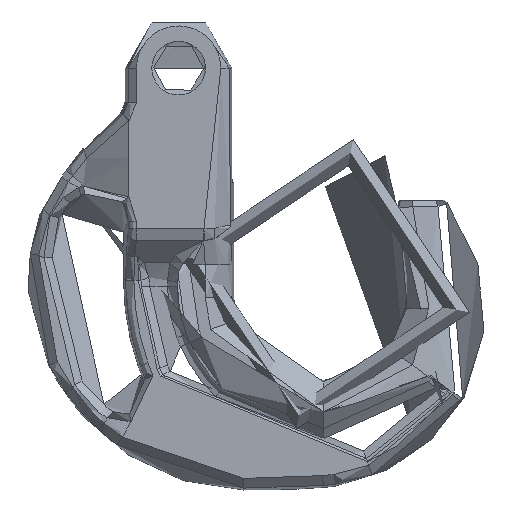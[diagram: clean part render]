
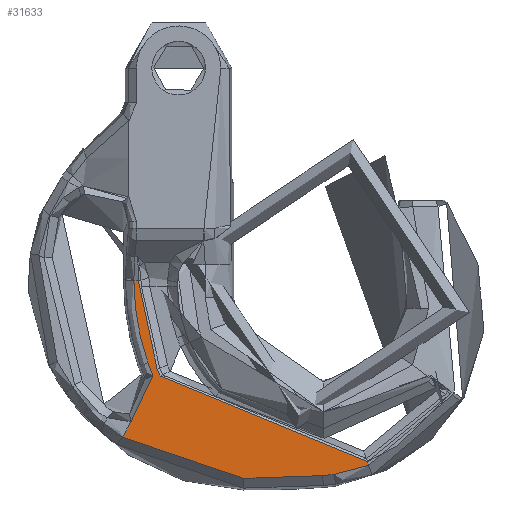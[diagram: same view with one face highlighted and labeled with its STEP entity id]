
A CAD part, left-side view. The second image highlights one B-rep face of the part: STEP entity #31633.
In plain terms, the highlighted planar face has unit normal (-1, 0, 0).
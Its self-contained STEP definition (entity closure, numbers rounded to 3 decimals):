
#29562=CARTESIAN_POINT('Axis2P3D Location',(-18.5,0.,0.)) ;
#30275=CARTESIAN_POINT('Vertex',(-18.5,33.727,-220.804)) ;
#30402=CARTESIAN_POINT('Vertex',(-18.5,28.479,-211.714)) ;
#30788=CARTESIAN_POINT('Vertex',(-18.5,24.112,-127.079)) ;
#30805=CARTESIAN_POINT('Vertex',(-18.5,26.819,-127.079)) ;
#30808=CARTESIAN_POINT('Line Origine',(-18.5,-39.362,-127.079)) ;
#30912=CARTESIAN_POINT('Vertex',(-18.5,-39.04,-245.497)) ;
#30916=CARTESIAN_POINT('Control Point',(-18.5,33.727,-220.804)) ;
#30917=CARTESIAN_POINT('Control Point',(-18.5,32.907,-221.419)) ;
#30918=CARTESIAN_POINT('Control Point',(-18.5,32.081,-222.026)) ;
#30919=CARTESIAN_POINT('Control Point',(-18.5,31.248,-222.624)) ;
#30920=CARTESIAN_POINT('Control Point',(-18.5,23.731,-227.909)) ;
#30921=CARTESIAN_POINT('Control Point',(-18.5,15.709,-232.501)) ;
#30922=CARTESIAN_POINT('Control Point',(-18.5,8.236,-235.993)) ;
#30923=CARTESIAN_POINT('Control Point',(-18.5,-4.824,-240.806)) ;
#30924=CARTESIAN_POINT('Control Point',(-18.5,-18.432,-243.743)) ;
#30925=CARTESIAN_POINT('Control Point',(-18.5,-24.023,-244.618)) ;
#30926=CARTESIAN_POINT('Control Point',(-18.5,-30.4,-245.244)) ;
#30927=CARTESIAN_POINT('Control Point',(-18.5,-36.78,-245.456)) ;
#30928=CARTESIAN_POINT('Control Point',(-18.5,-37.534,-245.475)) ;
#30929=CARTESIAN_POINT('Control Point',(-18.5,-38.287,-245.489)) ;
#30930=CARTESIAN_POINT('Control Point',(-18.5,-39.04,-245.497)) ;
#31072=CARTESIAN_POINT('Vertex',(-18.5,15.345,-184.016)) ;
#31101=CARTESIAN_POINT('Control Point',(-18.5,15.345,-184.016)) ;
#31102=CARTESIAN_POINT('Control Point',(-18.5,15.171,-184.411)) ;
#31103=CARTESIAN_POINT('Control Point',(-18.5,15.007,-184.81)) ;
#31104=CARTESIAN_POINT('Control Point',(-18.5,14.852,-185.214)) ;
#31105=CARTESIAN_POINT('Control Point',(-18.5,14.142,-187.216)) ;
#31106=CARTESIAN_POINT('Control Point',(-18.5,13.678,-189.31)) ;
#31107=CARTESIAN_POINT('Control Point',(-18.5,13.474,-191.02)) ;
#31108=CARTESIAN_POINT('Control Point',(-18.5,13.421,-194.363)) ;
#31109=CARTESIAN_POINT('Control Point',(-18.5,14.055,-197.696)) ;
#31110=CARTESIAN_POINT('Control Point',(-18.5,14.526,-199.281)) ;
#31111=CARTESIAN_POINT('Control Point',(-18.5,15.617,-201.897)) ;
#31112=CARTESIAN_POINT('Control Point',(-18.5,17.178,-204.292)) ;
#31113=CARTESIAN_POINT('Control Point',(-18.5,17.9,-205.233)) ;
#31114=CARTESIAN_POINT('Control Point',(-18.5,19.602,-207.125)) ;
#31115=CARTESIAN_POINT('Control Point',(-18.5,21.6,-208.712)) ;
#31116=CARTESIAN_POINT('Control Point',(-18.5,22.736,-209.46)) ;
#31117=CARTESIAN_POINT('Control Point',(-18.5,24.553,-210.435)) ;
#31118=CARTESIAN_POINT('Control Point',(-18.5,26.465,-211.155)) ;
#31119=CARTESIAN_POINT('Control Point',(-18.5,27.13,-211.372)) ;
#31120=CARTESIAN_POINT('Control Point',(-18.5,27.802,-211.558)) ;
#31121=CARTESIAN_POINT('Control Point',(-18.5,28.479,-211.714)) ;
#29563=DIRECTION('Axis2P3D Direction',(1.,0.,0.)) ;
#29564=DIRECTION('Axis2P3D XDirection',(0.,1.,0.)) ;
#30809=DIRECTION('Vector Direction',(0.,1.,0.)) ;
#31561=DIRECTION('Axis2P3D Direction',(1.,0.,0.)) ;
#31568=DIRECTION('Axis2P3D Direction',(1.,0.,0.)) ;
#31573=DIRECTION('Vector Direction',(0.,-0.5,0.866)) ;
#31614=DIRECTION('Vector Direction',(0.,-0.259,-0.966)) ;
#29565=AXIS2_PLACEMENT_3D('Plane Axis2P3D',#29562,#29563,#29564) ;
#31562=AXIS2_PLACEMENT_3D('Circle Axis2P3D',#31560,#31561,$) ;
#31569=AXIS2_PLACEMENT_3D('Circle Axis2P3D',#31567,#31568,$) ;
#31619=ORIENTED_EDGE('',*,*,#31538,.F.) ;
#31620=ORIENTED_EDGE('',*,*,#31548,.F.) ;
#31621=ORIENTED_EDGE('',*,*,#31559,.F.) ;
#31622=ORIENTED_EDGE('',*,*,#30812,.F.) ;
#31623=ORIENTED_EDGE('',*,*,#31566,.T.) ;
#31624=ORIENTED_EDGE('',*,*,#31571,.T.) ;
#31625=ORIENTED_EDGE('',*,*,#31122,.T.) ;
#31626=ORIENTED_EDGE('',*,*,#31576,.T.) ;
#31627=ORIENTED_EDGE('',*,*,#30931,.F.) ;
#31628=ORIENTED_EDGE('',*,*,#31589,.F.) ;
#31629=ORIENTED_EDGE('',*,*,#31599,.F.) ;
#31630=ORIENTED_EDGE('',*,*,#31612,.F.) ;
#31631=ORIENTED_EDGE('',*,*,#31617,.F.) ;
#30810=VECTOR('Line Direction',#30809,1.) ;
#31574=VECTOR('Line Direction',#31573,1.) ;
#31615=VECTOR('Line Direction',#31614,1.) ;
#31633=ADVANCED_FACE('\X2\52A05DE55716\X0\',(#31632),#29566,.F.) ;
#30915=B_SPLINE_CURVE_WITH_KNOTS('',5,(#30916,#30917,#30918,#30919,#30920,#30921,#30922,#30923,#30924,#30925,#30926,#30927,#30928,#30929,#30930),.UNSPECIFIED.,.F.,.U.,(6,3,3,3,6),(592.917,602.157,675.686,726.003,732.742),.UNSPECIFIED.) ;
#31100=B_SPLINE_CURVE_WITH_KNOTS('',5,(#31101,#31102,#31103,#31104,#31105,#31106,#31107,#31108,#31109,#31110,#31111,#31112,#31113,#31114,#31115,#31116,#31117,#31118,#31119,#31120,#31121),.UNSPECIFIED.,.F.,.U.,(6,3,3,3,3,3,6),(6.938,9.352,18.793,27.578,33.755,40.805,44.491),.UNSPECIFIED.) ;
#31515=B_SPLINE_CURVE_WITH_KNOTS('',5,(#31516,#31517,#31518,#31519,#31520,#31521,#31522,#31523,#31524,#31525,#31526,#31527,#31528,#31529,#31530,#31531,#31532,#31533),.UNSPECIFIED.,.F.,.U.,(6,3,3,3,3,6),(127.024,185.635,267.319,337.567,376.76,377.751),.UNSPECIFIED.) ;
#31539=B_SPLINE_CURVE_WITH_KNOTS('',5,(#31540,#31541,#31542,#31543,#31544,#31545),.UNSPECIFIED.,.F.,.U.,(6,6),(369.557,377.243),.UNSPECIFIED.) ;
#31549=B_SPLINE_CURVE_WITH_KNOTS('',5,(#31550,#31551,#31552,#31553,#31554,#31555,#31556,#31557,#31558),.UNSPECIFIED.,.F.,.U.,(6,3,6),(370.793,459.474,464.109),.UNSPECIFIED.) ;
#31577=B_SPLINE_CURVE_WITH_KNOTS('',5,(#31578,#31579,#31580,#31581,#31582,#31583,#31584,#31585,#31586),.UNSPECIFIED.,.F.,.U.,(6,3,6),(343.098,423.809,425.457),.UNSPECIFIED.) ;
#31590=B_SPLINE_CURVE_WITH_KNOTS('',5,(#31591,#31592,#31593,#31594,#31595,#31596),.UNSPECIFIED.,.F.,.U.,(6,6),(663.258,675.725),.UNSPECIFIED.) ;
#31600=B_SPLINE_CURVE_WITH_KNOTS('',5,(#31601,#31602,#31603,#31604,#31605,#31606,#31607,#31608,#31609),.UNSPECIFIED.,.F.,.U.,(6,3,6),(570.704,603.826,609.185),.UNSPECIFIED.) ;
#31563=CIRCLE('generated circle',#31562,151.985) ;
#31570=CIRCLE('generated circle',#31569,102.264) ;
#30812=EDGE_CURVE('',#30806,#30789,#30811,.F.) ;
#30931=EDGE_CURVE('',#30913,#30276,#30915,.F.) ;
#31122=EDGE_CURVE('',#31073,#30403,#31100,.T.) ;
#31538=EDGE_CURVE('',#31535,#31537,#31515,.F.) ;
#31548=EDGE_CURVE('',#31547,#31535,#31539,.F.) ;
#31559=EDGE_CURVE('',#30789,#31547,#31549,.F.) ;
#31566=EDGE_CURVE('',#30806,#31565,#31563,.F.) ;
#31571=EDGE_CURVE('',#31565,#31073,#31570,.F.) ;
#31576=EDGE_CURVE('',#30403,#30276,#31575,.F.) ;
#31589=EDGE_CURVE('',#31588,#30913,#31577,.F.) ;
#31599=EDGE_CURVE('',#31598,#31588,#31590,.F.) ;
#31612=EDGE_CURVE('',#31611,#31598,#31600,.F.) ;
#31617=EDGE_CURVE('',#31537,#31611,#31616,.T.) ;
#31618=EDGE_LOOP('',(#31619,#31620,#31621,#31622,#31623,#31624,#31625,#31626,#31627,#31628,#31629,#31630,#31631)) ;
#31632=FACE_OUTER_BOUND('',#31618,.T.) ;
#30811=LINE('Line',#30808,#30810) ;
#31575=LINE('Line',#31572,#31574) ;
#31616=LINE('Line',#31613,#31615) ;
#29566=PLANE('',#29565) ;
#30276=VERTEX_POINT('',#30275) ;
#30403=VERTEX_POINT('',#30402) ;
#30789=VERTEX_POINT('',#30788) ;
#30806=VERTEX_POINT('',#30805) ;
#30913=VERTEX_POINT('',#30912) ;
#31073=VERTEX_POINT('',#31072) ;
#31535=VERTEX_POINT('',#31534) ;
#31537=VERTEX_POINT('',#31536) ;
#31547=VERTEX_POINT('',#31546) ;
#31565=VERTEX_POINT('',#31564) ;
#31588=VERTEX_POINT('',#31587) ;
#31598=VERTEX_POINT('',#31597) ;
#31611=VERTEX_POINT('',#31610) ;
